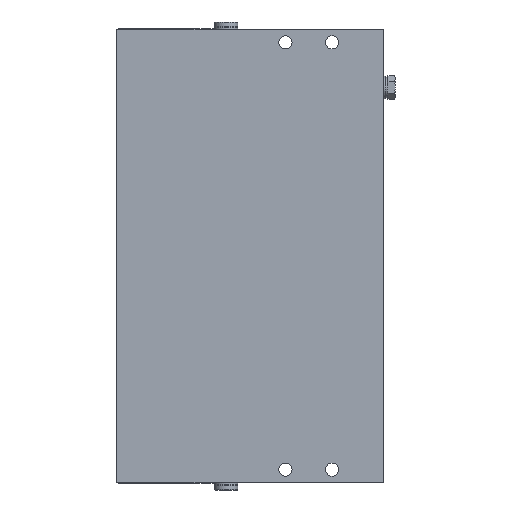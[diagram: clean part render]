
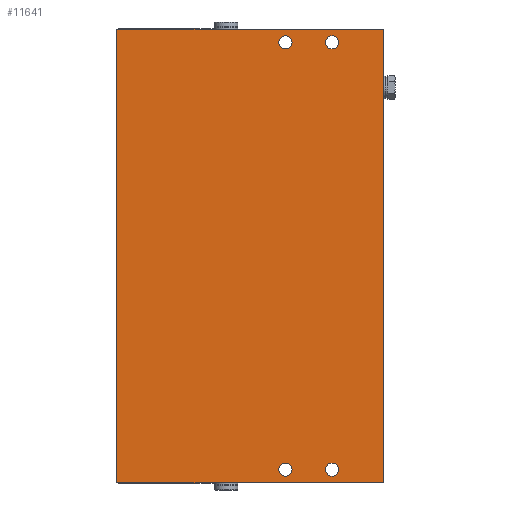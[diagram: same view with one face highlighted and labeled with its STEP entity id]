
A CAD part, front view. The second image highlights one B-rep face of the part: STEP entity #11641.
In plain terms, the highlighted planar face has unit normal (0, -1, 0).
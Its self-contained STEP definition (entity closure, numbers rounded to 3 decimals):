
#725=CIRCLE('',#12964,2.25);
#726=CIRCLE('',#12965,2.25);
#727=CIRCLE('',#12966,2.25);
#728=CIRCLE('',#12967,2.25);
#1582=ORIENTED_EDGE('',*,*,#4571,.T.);
#1583=ORIENTED_EDGE('',*,*,#4572,.T.);
#1584=ORIENTED_EDGE('',*,*,#4573,.T.);
#1585=ORIENTED_EDGE('',*,*,#4574,.T.);
#1586=ORIENTED_EDGE('',*,*,#4575,.T.);
#1587=ORIENTED_EDGE('',*,*,#4576,.F.);
#1588=ORIENTED_EDGE('',*,*,#4526,.F.);
#1589=ORIENTED_EDGE('',*,*,#4170,.T.);
#4170=EDGE_CURVE('',#5670,#5669,#6850,.T.);
#4526=EDGE_CURVE('',#5670,#6024,#7021,.T.);
#4571=EDGE_CURVE('',#6062,#6062,#725,.T.);
#4572=EDGE_CURVE('',#6063,#6063,#726,.T.);
#4573=EDGE_CURVE('',#6064,#6064,#727,.T.);
#4574=EDGE_CURVE('',#6065,#6065,#728,.T.);
#4575=EDGE_CURVE('',#5669,#6066,#7044,.T.);
#4576=EDGE_CURVE('',#6024,#6066,#7045,.T.);
#5669=VERTEX_POINT('',#17957);
#5670=VERTEX_POINT('',#17959);
#6024=VERTEX_POINT('',#18671);
#6062=VERTEX_POINT('',#18788);
#6063=VERTEX_POINT('',#18790);
#6064=VERTEX_POINT('',#18792);
#6065=VERTEX_POINT('',#18794);
#6066=VERTEX_POINT('',#18796);
#6850=LINE('',#17958,#7648);
#7021=LINE('',#18670,#7819);
#7044=LINE('',#18795,#7842);
#7045=LINE('',#18797,#7843);
#7648=VECTOR('',#14224,1000.);
#7819=VECTOR('',#14769,1000.);
#7842=VECTOR('',#14848,1000.);
#7843=VECTOR('',#14849,1000.);
#8640=EDGE_LOOP('',(#1582));
#8641=EDGE_LOOP('',(#1583));
#8642=EDGE_LOOP('',(#1584));
#8643=EDGE_LOOP('',(#1585));
#8644=EDGE_LOOP('',(#1586,#1587,#1588,#1589));
#10014=FACE_BOUND('',#8640,.T.);
#10015=FACE_BOUND('',#8641,.T.);
#10016=FACE_BOUND('',#8642,.T.);
#10017=FACE_BOUND('',#8643,.T.);
#10018=FACE_BOUND('',#8644,.T.);
#11223=PLANE('',#12963);
#11641=ADVANCED_FACE('',(#10014,#10015,#10016,#10017,#10018),#11223,.F.);
#12963=AXIS2_PLACEMENT_3D('',#18786,#14838,#14839);
#12964=AXIS2_PLACEMENT_3D('',#18787,#14840,#14841);
#12965=AXIS2_PLACEMENT_3D('',#18789,#14842,#14843);
#12966=AXIS2_PLACEMENT_3D('',#18791,#14844,#14845);
#12967=AXIS2_PLACEMENT_3D('',#18793,#14846,#14847);
#14224=DIRECTION('',(0.,0.,-1.));
#14769=DIRECTION('',(1.,0.,0.));
#14838=DIRECTION('',(0.,1.,0.));
#14839=DIRECTION('',(0.,0.,1.));
#14840=DIRECTION('',(0.,1.,0.));
#14841=DIRECTION('',(1.,0.,0.));
#14842=DIRECTION('',(0.,1.,0.));
#14843=DIRECTION('',(1.,0.,0.));
#14844=DIRECTION('',(0.,1.,0.));
#14845=DIRECTION('',(1.,0.,0.));
#14846=DIRECTION('',(0.,1.,0.));
#14847=DIRECTION('',(1.,0.,0.));
#14848=DIRECTION('',(1.,0.,0.));
#14849=DIRECTION('',(0.,0.,-1.));
#17957=CARTESIAN_POINT('',(0.,-23.,0.));
#17958=CARTESIAN_POINT('',(0.,-23.,155.5));
#17959=CARTESIAN_POINT('',(0.,-23.,155.5));
#18670=CARTESIAN_POINT('',(0.,-23.,155.5));
#18671=CARTESIAN_POINT('',(91.5,-23.,155.5));
#18786=CARTESIAN_POINT('',(0.,-23.,155.5));
#18787=CARTESIAN_POINT('',(33.65,-23.,4.5));
#18788=CARTESIAN_POINT('',(35.9,-23.,4.5));
#18789=CARTESIAN_POINT('',(17.65,-23.,151.));
#18790=CARTESIAN_POINT('',(19.9,-23.,151.));
#18791=CARTESIAN_POINT('',(33.65,-23.,151.));
#18792=CARTESIAN_POINT('',(35.9,-23.,151.));
#18793=CARTESIAN_POINT('',(17.65,-23.,4.5));
#18794=CARTESIAN_POINT('',(19.9,-23.,4.5));
#18795=CARTESIAN_POINT('',(0.,-23.,0.));
#18796=CARTESIAN_POINT('',(91.5,-23.,0.));
#18797=CARTESIAN_POINT('',(91.5,-23.,155.5));
